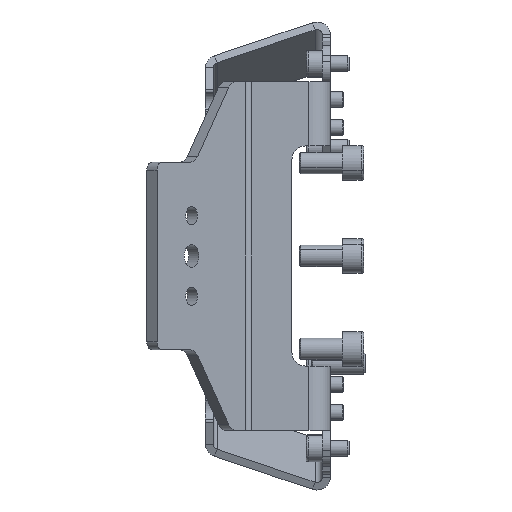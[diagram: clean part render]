
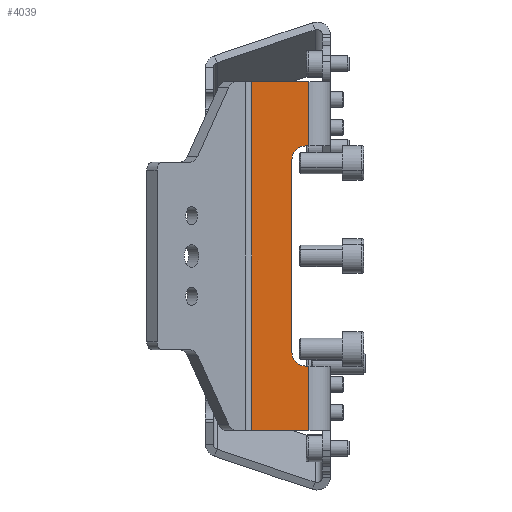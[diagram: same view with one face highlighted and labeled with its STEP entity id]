
A CAD part, left-side view. The second image highlights one B-rep face of the part: STEP entity #4039.
In plain terms, the highlighted planar face has unit normal (-1, 0, 0).
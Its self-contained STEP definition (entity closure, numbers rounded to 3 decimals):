
#119 = CARTESIAN_POINT ( 'NONE',  ( -90., 1146.993, -934.993 ) ) ;
#228 = DIRECTION ( 'NONE',  ( 0., 0., -1. ) ) ;
#249 = AXIS2_PLACEMENT_3D ( 'NONE', #6949, #1541, #7852 ) ;
#317 = CARTESIAN_POINT ( 'NONE',  ( -90., 1148.263, -905.993 ) ) ;
#628 = VERTEX_POINT ( 'NONE', #8547 ) ;
#649 = EDGE_CURVE ( 'NONE', #11058, #628, #9328, .T. ) ;
#840 = DIRECTION ( 'NONE',  ( -1., 0., 0. ) ) ;
#889 = ORIENTED_EDGE ( 'NONE', *, *, #2185, .F. ) ;
#958 = ORIENTED_EDGE ( 'NONE', *, *, #7244, .F. ) ;
#1058 = CARTESIAN_POINT ( 'NONE',  ( -90., 1168.262, -934.994 ) ) ;
#1234 = DIRECTION ( 'NONE',  ( 0., -1., 0. ) ) ;
#1541 = DIRECTION ( 'NONE',  ( 1., 0., 0. ) ) ;
#1839 = ORIENTED_EDGE ( 'NONE', *, *, #5638, .T. ) ;
#1861 = ORIENTED_EDGE ( 'NONE', *, *, #9572, .T. ) ;
#1993 = VECTOR ( 'NONE', #5399, 1000. ) ;
#2010 = LINE ( 'NONE', #5345, #4126 ) ;
#2044 = LINE ( 'NONE', #7831, #11063 ) ;
#2185 = EDGE_CURVE ( 'NONE', #8746, #2835, #2550, .T. ) ;
#2228 = EDGE_CURVE ( 'NONE', #6922, #4988, #4392, .T. ) ;
#2550 = LINE ( 'NONE', #4462, #11560 ) ;
#2666 = CARTESIAN_POINT ( 'NONE',  ( -90., 1146.997, -828.993 ) ) ;
#2835 = VERTEX_POINT ( 'NONE', #2666 ) ;
#3038 = LINE ( 'NONE', #8988, #7552 ) ;
#3197 = CIRCLE ( 'NONE', #7143, 5. ) ;
#3517 = PLANE ( 'NONE',  #9279 ) ;
#3865 = ORIENTED_EDGE ( 'NONE', *, *, #7611, .F. ) ;
#3922 = EDGE_CURVE ( 'NONE', #7687, #8926, #10248, .T. ) ;
#4023 = CARTESIAN_POINT ( 'NONE',  ( -90., 1153.263, -905.993 ) ) ;
#4039 = ADVANCED_FACE ( 'NONE', ( #10968 ), #3517, .T. ) ;
#4126 = VECTOR ( 'NONE', #6270, 1000. ) ;
#4372 = VERTEX_POINT ( 'NONE', #4023 ) ;
#4392 = LINE ( 'NONE', #10792, #1993 ) ;
#4462 = CARTESIAN_POINT ( 'NONE',  ( -90., 1146.998, -804.993 ) ) ;
#4526 = CARTESIAN_POINT ( 'NONE',  ( -90., 1148.266, -828.993 ) ) ;
#4706 = CARTESIAN_POINT ( 'NONE',  ( -90., 1143.994, -910.993 ) ) ;
#4988 = VERTEX_POINT ( 'NONE', #1058 ) ;
#5042 = LINE ( 'NONE', #6550, #9518 ) ;
#5119 = CARTESIAN_POINT ( 'NONE',  ( -90., 1146.998, -804.993 ) ) ;
#5345 = CARTESIAN_POINT ( 'NONE',  ( -90., 1143.997, -828.993 ) ) ;
#5399 = DIRECTION ( 'NONE',  ( 0., 0., -1. ) ) ;
#5538 = VERTEX_POINT ( 'NONE', #119 ) ;
#5638 = EDGE_CURVE ( 'NONE', #11058, #4372, #3197, .T. ) ;
#5719 = CARTESIAN_POINT ( 'NONE',  ( -90., 1143.998, -804.993 ) ) ;
#6058 = DIRECTION ( 'NONE',  ( 0., 0., -1. ) ) ;
#6172 = EDGE_CURVE ( 'NONE', #628, #5538, #5042, .T. ) ;
#6270 = DIRECTION ( 'NONE',  ( 0., 1., 0. ) ) ;
#6347 = DIRECTION ( 'NONE',  ( 0., 1., 0. ) ) ;
#6372 = LINE ( 'NONE', #5719, #10868 ) ;
#6550 = CARTESIAN_POINT ( 'NONE',  ( -90., 1146.998, -804.993 ) ) ;
#6637 = DIRECTION ( 'NONE',  ( 1., 0., 0. ) ) ;
#6647 = DIRECTION ( 'NONE',  ( 0., 1., 0. ) ) ;
#6848 = EDGE_LOOP ( 'NONE', ( #10814, #10531, #1839, #3865, #8860, #10600, #889, #1861, #11611, #958 ) ) ;
#6922 = VERTEX_POINT ( 'NONE', #8733 ) ;
#6949 = CARTESIAN_POINT ( 'NONE',  ( -90., 1148.266, -833.993 ) ) ;
#7142 = DIRECTION ( 'NONE',  ( 0., -1., 0. ) ) ;
#7143 = AXIS2_PLACEMENT_3D ( 'NONE', #317, #6637, #1234 ) ;
#7244 = EDGE_CURVE ( 'NONE', #5538, #4988, #3038, .T. ) ;
#7552 = VECTOR ( 'NONE', #6347, 1000. ) ;
#7611 = EDGE_CURVE ( 'NONE', #7687, #4372, #2044, .T. ) ;
#7687 = VERTEX_POINT ( 'NONE', #11547 ) ;
#7831 = CARTESIAN_POINT ( 'NONE',  ( -90., 1153.267, -804.993 ) ) ;
#7852 = DIRECTION ( 'NONE',  ( 0., -1., 0. ) ) ;
#8547 = CARTESIAN_POINT ( 'NONE',  ( -90., 1146.994, -910.993 ) ) ;
#8733 = CARTESIAN_POINT ( 'NONE',  ( -90., 1168.267, -804.994 ) ) ;
#8746 = VERTEX_POINT ( 'NONE', #5119 ) ;
#8860 = ORIENTED_EDGE ( 'NONE', *, *, #3922, .T. ) ;
#8885 = EDGE_CURVE ( 'NONE', #2835, #8926, #2010, .T. ) ;
#8926 = VERTEX_POINT ( 'NONE', #4526 ) ;
#8988 = CARTESIAN_POINT ( 'NONE',  ( -90., 1143.993, -934.993 ) ) ;
#9279 = AXIS2_PLACEMENT_3D ( 'NONE', #10716, #840, #7142 ) ;
#9328 = LINE ( 'NONE', #4706, #11182 ) ;
#9518 = VECTOR ( 'NONE', #228, 1000. ) ;
#9572 = EDGE_CURVE ( 'NONE', #8746, #6922, #6372, .T. ) ;
#10122 = DIRECTION ( 'NONE',  ( 0., -1., 0. ) ) ;
#10248 = CIRCLE ( 'NONE', #249, 5. ) ;
#10531 = ORIENTED_EDGE ( 'NONE', *, *, #649, .F. ) ;
#10600 = ORIENTED_EDGE ( 'NONE', *, *, #8885, .F. ) ;
#10716 = CARTESIAN_POINT ( 'NONE',  ( -90., 1143.998, -804.993 ) ) ;
#10792 = CARTESIAN_POINT ( 'NONE',  ( -90., 1168.267, -804.994 ) ) ;
#10814 = ORIENTED_EDGE ( 'NONE', *, *, #6172, .F. ) ;
#10868 = VECTOR ( 'NONE', #6647, 1000. ) ;
#10968 = FACE_OUTER_BOUND ( 'NONE', #6848, .T. ) ;
#11058 = VERTEX_POINT ( 'NONE', #11284 ) ;
#11063 = VECTOR ( 'NONE', #6058, 1000. ) ;
#11182 = VECTOR ( 'NONE', #10122, 1000. ) ;
#11284 = CARTESIAN_POINT ( 'NONE',  ( -90., 1148.263, -910.993 ) ) ;
#11547 = CARTESIAN_POINT ( 'NONE',  ( -90., 1153.266, -833.993 ) ) ;
#11560 = VECTOR ( 'NONE', #11652, 1000. ) ;
#11611 = ORIENTED_EDGE ( 'NONE', *, *, #2228, .T. ) ;
#11652 = DIRECTION ( 'NONE',  ( 0., 0., -1. ) ) ;
